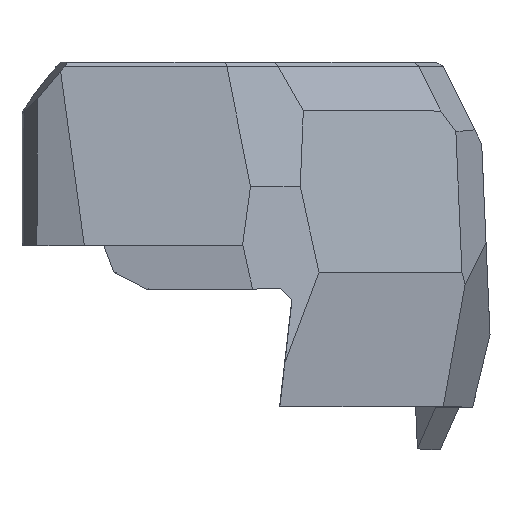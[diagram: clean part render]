
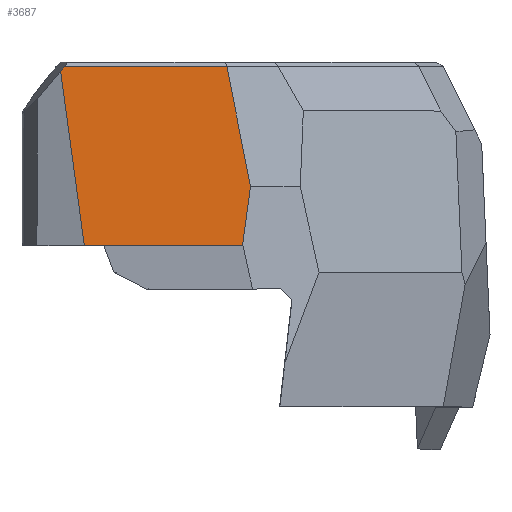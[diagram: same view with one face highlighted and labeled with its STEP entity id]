
A CAD part, top view. The second image highlights one B-rep face of the part: STEP entity #3687.
In plain terms, the highlighted planar face has unit normal (0, 0.038, 0.999).
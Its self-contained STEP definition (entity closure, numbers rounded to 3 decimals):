
#57 = EDGE_CURVE ( 'NONE', #296, #2655, #5348, .T. ) ;
#296 = VERTEX_POINT ( 'NONE', #2559 ) ;
#383 = CARTESIAN_POINT ( 'NONE',  ( 10.718, 19.822, 106.222 ) ) ;
#636 = CARTESIAN_POINT ( 'NONE',  ( -4.91, 28.651, 105.884 ) ) ;
#645 = EDGE_CURVE ( 'NONE', #5346, #1839, #5052, .T. ) ;
#708 = CARTESIAN_POINT ( 'NONE',  ( 13.057, 28.651, 105.884 ) ) ;
#739 = CARTESIAN_POINT ( 'NONE',  ( -3.582, 16.119, 106.363 ) ) ;
#921 = ORIENTED_EDGE ( 'NONE', *, *, #5205, .T. ) ;
#972 = DIRECTION ( 'NONE',  ( -0.627, -0.778, 0.03 ) ) ;
#1066 = EDGE_CURVE ( 'NONE', #2701, #2655, #1934, .T. ) ;
#1176 = ORIENTED_EDGE ( 'NONE', *, *, #57, .F. ) ;
#1331 = AXIS2_PLACEMENT_3D ( 'NONE', #3675, #6211, #3204 ) ;
#1387 = CARTESIAN_POINT ( 'NONE',  ( 6.98, 13.371, 106.468 ) ) ;
#1599 = PLANE ( 'NONE',  #1331 ) ;
#1839 = VERTEX_POINT ( 'NONE', #6620 ) ;
#1840 = VECTOR ( 'NONE', #4703, 1000. ) ;
#1934 = LINE ( 'NONE', #6646, #3809 ) ;
#2090 = ORIENTED_EDGE ( 'NONE', *, *, #645, .T. ) ;
#2113 = EDGE_LOOP ( 'NONE', ( #2264, #3114, #1176, #921, #6654, #2090 ) ) ;
#2264 = ORIENTED_EDGE ( 'NONE', *, *, #4358, .F. ) ;
#2273 = DIRECTION ( 'NONE',  ( 0.135, 0.99, -0.038 ) ) ;
#2355 = EDGE_CURVE ( 'NONE', #5711, #5346, #5997, .T. ) ;
#2414 = VECTOR ( 'NONE', #4072, 1000. ) ;
#2533 = VECTOR ( 'NONE', #2669, 1000. ) ;
#2559 = CARTESIAN_POINT ( 'NONE',  ( -3.209, 13.371, 106.468 ) ) ;
#2655 = VERTEX_POINT ( 'NONE', #4206 ) ;
#2669 = DIRECTION ( 'NONE',  ( 1., 0., 0. ) ) ;
#2701 = VERTEX_POINT ( 'NONE', #636 ) ;
#3114 = ORIENTED_EDGE ( 'NONE', *, *, #1066, .T. ) ;
#3204 = DIRECTION ( 'NONE',  ( 1., 0., 0. ) ) ;
#3327 = CARTESIAN_POINT ( 'NONE',  ( 10.837, 17.258, 106.32 ) ) ;
#3675 = CARTESIAN_POINT ( 'NONE',  ( 10.409, 22.9, 106.104 ) ) ;
#3687 = ADVANCED_FACE ( 'NONE', ( #6244 ), #1599, .T. ) ;
#3809 = VECTOR ( 'NONE', #972, 1000. ) ;
#3974 = LINE ( 'NONE', #1387, #2414 ) ;
#4072 = DIRECTION ( 'NONE',  ( 1., 0., 0. ) ) ;
#4206 = CARTESIAN_POINT ( 'NONE',  ( -5.232, 28.252, 105.899 ) ) ;
#4358 = EDGE_CURVE ( 'NONE', #2701, #1839, #5788, .T. ) ;
#4703 = DIRECTION ( 'NONE',  ( -0.135, 0.99, -0.038 ) ) ;
#5052 = LINE ( 'NONE', #383, #5525 ) ;
#5071 = CARTESIAN_POINT ( 'NONE',  ( 10.995, 18.418, 106.275 ) ) ;
#5205 = EDGE_CURVE ( 'NONE', #296, #5711, #3974, .T. ) ;
#5346 = VERTEX_POINT ( 'NONE', #5071 ) ;
#5348 = LINE ( 'NONE', #739, #1840 ) ;
#5525 = VECTOR ( 'NONE', #6585, 1000. ) ;
#5540 = CARTESIAN_POINT ( 'NONE',  ( 10.309, 13.371, 106.468 ) ) ;
#5542 = VECTOR ( 'NONE', #2273, 1000. ) ;
#5711 = VERTEX_POINT ( 'NONE', #5540 ) ;
#5788 = LINE ( 'NONE', #708, #2533 ) ;
#5997 = LINE ( 'NONE', #3327, #5542 ) ;
#6211 = DIRECTION ( 'NONE',  ( 0., 0.038, 0.999 ) ) ;
#6244 = FACE_OUTER_BOUND ( 'NONE', #2113, .T. ) ;
#6585 = DIRECTION ( 'NONE',  ( -0.193, 0.98, -0.037 ) ) ;
#6620 = CARTESIAN_POINT ( 'NONE',  ( 8.975, 28.651, 105.884 ) ) ;
#6646 = CARTESIAN_POINT ( 'NONE',  ( -5.207, 28.282, 105.898 ) ) ;
#6654 = ORIENTED_EDGE ( 'NONE', *, *, #2355, .T. ) ;
